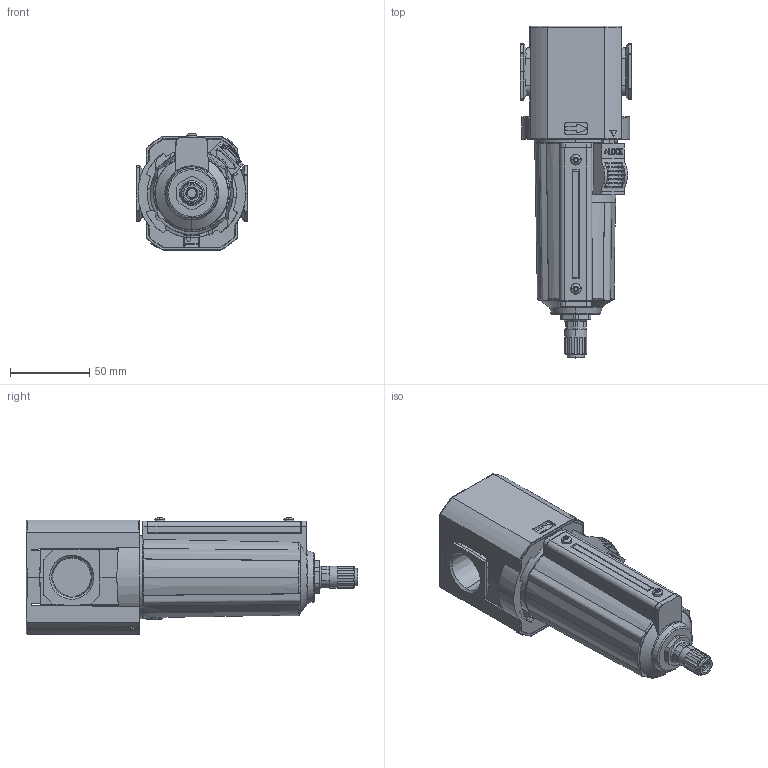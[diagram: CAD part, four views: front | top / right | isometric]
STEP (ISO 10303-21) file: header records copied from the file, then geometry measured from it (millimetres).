
FILE_DESCRIPTION (( 'STEP AP203' ), '1' );
FILE_NAME ('F84G-6AN-AD3.step', '2021-09-07T18:31:17', ( '' ), ( '' ), 'SwSTEP 2.0', 'SolidWorks 2021', '' );
FILE_SCHEMA (( 'CONFIG_CONTROL_DESIGN' ));
Length unit declared in the file: inch
Products named in the file (1): F84G-6AN-AD3
Bounding box: 70.25 x 209.57 x 73.46 mm (x, y, z)
Volume: 459762.5 mm3; surface area: 108684.4 mm2
Topology: 6 solids, 6 shells, 1245 faces, 3376 edges, 2186 vertices
Faces by surface type: plane 552, cylinder 453, bspline 117, cone 111, torus 12
Entity records: 44057 total; most frequent: CARTESIAN_POINT 13890, ORIENTED_EDGE 6720, DIRECTION 5873, EDGE_CURVE 3360, VERTEX_POINT 2186, AXIS2_PLACEMENT_3D 2107, LINE 1659, VECTOR 1659
